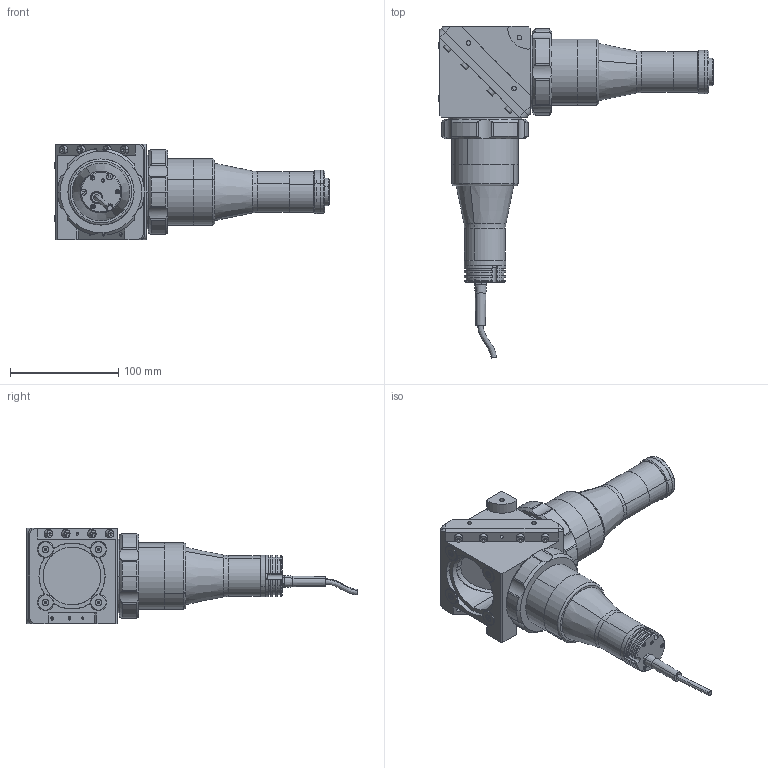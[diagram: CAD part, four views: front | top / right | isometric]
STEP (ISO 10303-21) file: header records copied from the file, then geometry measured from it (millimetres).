
FILE_DESCRIPTION (( 'STEP AP203' ), '1' );
FILE_NAME ('DP71656-C_TCCXQ024-W.step', '2021-11-25T15:01:23', ( '' ), ( '' ), 'SwSTEP 2.0', 'SolidWorks 2021', '' );
FILE_SCHEMA (( 'CONFIG_CONTROL_DESIGN' ));
Length unit declared in the file: millimetre
Products named in the file (1): DP71656-C_TCCXQ024-W
Bounding box: 252.7 x 306.13 x 88 mm (x, y, z)
Surface area: 141992.2 mm2 (no closed solid volume)
Topology: 0 solids, 70 shells, 602 faces, 1807 edges, 1238 vertices
Faces by surface type: cylinder 268, plane 182, cone 114, torus 30, bspline 6, sphere 2
Entity records: 23203 total; most frequent: CARTESIAN_POINT 6877, DIRECTION 3597, ORIENTED_EDGE 2965, EDGE_CURVE 1777, AXIS2_PLACEMENT_3D 1384, VERTEX_POINT 1238, LINE 829, VECTOR 829
